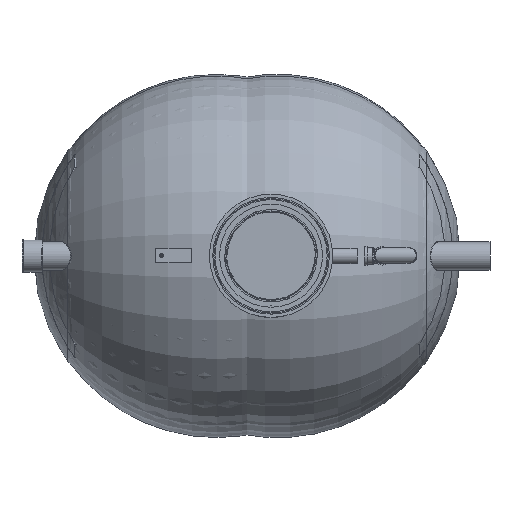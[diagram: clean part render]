
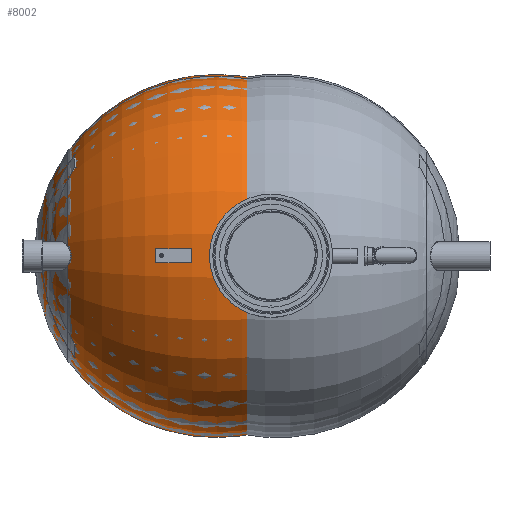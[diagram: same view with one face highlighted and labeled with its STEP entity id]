
A CAD part, top view. The second image highlights one B-rep face of the part: STEP entity #8002.
In plain terms, the highlighted toroidal (fillet/blend) face has major radius 0.916 mm and minor radius 1279.02 mm.
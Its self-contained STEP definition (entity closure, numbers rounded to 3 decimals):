
#970=B_SPLINE_CURVE_WITH_KNOTS('',3,(#15831,#15832,#15833,#15834,#15835,
#15836,#15837,#15838,#15839,#15840,#15841,#15842,#15843,#15844,#15845,#15846,
#15847,#15848,#15849,#15850,#15851,#15852,#15853,#15854,#15855,#15856,#15857,
#15858,#15859,#15860,#15861,#15862),.UNSPECIFIED.,.F.,.F.,(4,1,1,1,1,1,
1,1,1,1,1,1,1,1,1,1,1,1,1,1,1,1,1,1,1,1,1,1,1,4),(7.048,7.132,
7.217,7.26,7.302,7.345,7.366,
7.387,7.43,7.472,7.557,7.599,
7.642,7.684,7.705,7.727,7.748,
7.769,7.811,7.854,7.896,7.981,
8.024,8.066,8.109,8.151,8.193,
8.236,8.321,8.406),.UNSPECIFIED.);
#974=VERTEX_LOOP('',#4943);
#978=DEGENERATE_TOROIDAL_SURFACE('',#9642,0.916,1279.023,
 .T.);
#3325=ORIENTED_EDGE('',*,*,#4242,.T.);
#3326=ORIENTED_EDGE('',*,*,#4251,.T.);
#4242=EDGE_CURVE('',#4937,#4936,#5370,.T.);
#4251=EDGE_CURVE('',#4936,#4937,#970,.T.);
#4936=VERTEX_POINT('',#15728);
#4937=VERTEX_POINT('',#15730);
#4943=VERTEX_POINT('',#15830);
#5370=CIRCLE('',#9636,734.067);
#6296=EDGE_LOOP('',(#3325,#3326));
#7249=FACE_BOUND('',#974,.T.);
#7250=FACE_BOUND('',#6296,.T.);
#8002=ADVANCED_FACE('',(#7249,#7250),#978,.T.);
#9636=AXIS2_PLACEMENT_3D('',#15729,#12067,#12068);
#9642=AXIS2_PLACEMENT_3D('',#15829,#12079,#12080);
#12067=DIRECTION('',(-1.,-0.001,0.));
#12068=DIRECTION('',(0.001,-1.,0.));
#12079=DIRECTION('',(-1.,-0.001,0.));
#12080=DIRECTION('',(0.001,-1.,0.));
#15728=CARTESIAN_POINT('',(-2393.587,-645.595,347.497));
#15729=CARTESIAN_POINT('',(-2393.933,1.012,0.));
#15730=CARTESIAN_POINT('',(-2394.28,647.619,347.497));
#15829=CARTESIAN_POINT('',(-1345.893,1.574,0.));
#15830=CARTESIAN_POINT('',(-2624.915,0.888,0.));
#15831=CARTESIAN_POINT('',(-2393.587,-645.595,347.497));
#15832=CARTESIAN_POINT('',(-2408.437,-621.524,347.497));
#15833=CARTESIAN_POINT('',(-2436.397,-572.496,347.497));
#15834=CARTESIAN_POINT('',(-2467.039,-509.015,347.497));
#15835=CARTESIAN_POINT('',(-2488.957,-456.906,347.497));
#15836=CARTESIAN_POINT('',(-2504.086,-417.155,347.497));
#15837=CARTESIAN_POINT('',(-2515.589,-383.474,347.497));
#15838=CARTESIAN_POINT('',(-2524.124,-356.172,347.497));
#15839=CARTESIAN_POINT('',(-2532.159,-328.805,347.497));
#15840=CARTESIAN_POINT('',(-2541.281,-294.452,347.497));
#15841=CARTESIAN_POINT('',(-2553.929,-239.192,347.497));
#15842=CARTESIAN_POINT('',(-2563.683,-183.489,347.497));
#15843=CARTESIAN_POINT('',(-2570.557,-127.347,347.497));
#15844=CARTESIAN_POINT('',(-2574.267,-85.019,347.497));
#15845=CARTESIAN_POINT('',(-2576.148,-49.559,347.497));
#15846=CARTESIAN_POINT('',(-2576.918,-21.084,347.497));
#15847=CARTESIAN_POINT('',(-2577.125,0.342,347.497));
#15848=CARTESIAN_POINT('',(-2576.96,21.775,347.497));
#15849=CARTESIAN_POINT('',(-2576.247,50.26,347.497));
#15850=CARTESIAN_POINT('',(-2574.436,85.738,347.497));
#15851=CARTESIAN_POINT('',(-2570.807,128.096,347.497));
#15852=CARTESIAN_POINT('',(-2564.038,184.292,347.497));
#15853=CARTESIAN_POINT('',(-2554.381,240.065,347.497));
#15854=CARTESIAN_POINT('',(-2541.82,295.417,347.497));
#15855=CARTESIAN_POINT('',(-2530.935,336.71,347.497));
#15856=CARTESIAN_POINT('',(-2518.557,377.809,347.497));
#15857=CARTESIAN_POINT('',(-2504.835,418.224,347.497));
#15858=CARTESIAN_POINT('',(-2489.768,458.026,347.497));
#15859=CARTESIAN_POINT('',(-2467.905,510.263,347.497));
#15860=CARTESIAN_POINT('',(-2437.262,574.015,347.497));
#15861=CARTESIAN_POINT('',(-2409.208,623.364,347.497));
#15862=CARTESIAN_POINT('',(-2394.28,647.619,347.497));
